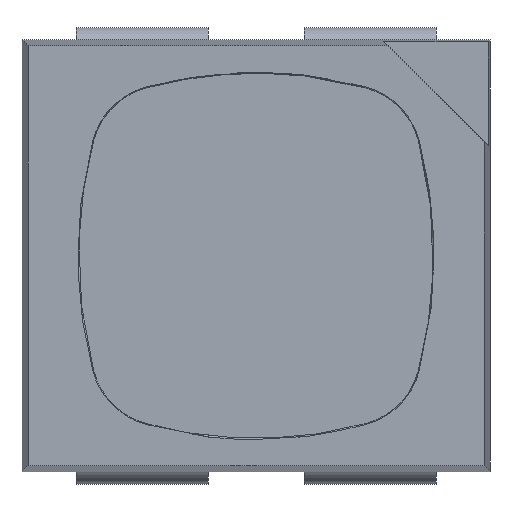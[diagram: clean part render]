
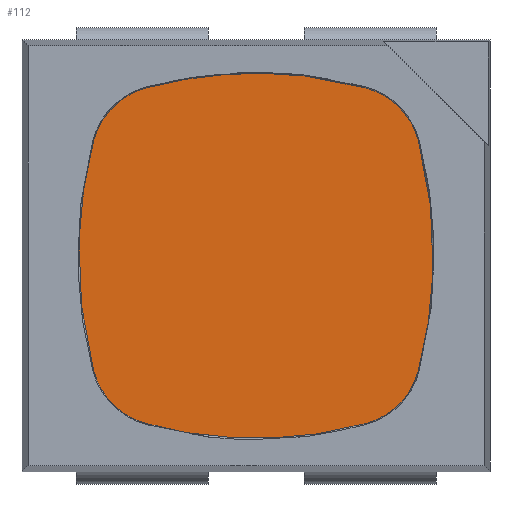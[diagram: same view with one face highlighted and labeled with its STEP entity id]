
A CAD part, top view. The second image highlights one B-rep face of the part: STEP entity #112.
In plain terms, the highlighted planar face has unit normal (0, 0, 1).
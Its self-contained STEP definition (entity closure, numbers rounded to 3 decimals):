
#112=ADVANCED_FACE('',(#269),#270,.T.);
#269=FACE_OUTER_BOUND('',#519,.T.);
#270=PLANE('',#520);
#519=EDGE_LOOP('',(#1459,#1460,#1461,#1462,#1463,#1464,#1465,#1466,#1467,#1468,#1469,#1470));
#520=AXIS2_PLACEMENT_3D('',#1471,#1472,#1473);
#1459=ORIENTED_EDGE('',*,*,#2182,.F.);
#1460=ORIENTED_EDGE('',*,*,#2183,.F.);
#1461=ORIENTED_EDGE('',*,*,#2184,.F.);
#1462=ORIENTED_EDGE('',*,*,#2185,.F.);
#1463=ORIENTED_EDGE('',*,*,#2186,.F.);
#1464=ORIENTED_EDGE('',*,*,#2187,.F.);
#1465=ORIENTED_EDGE('',*,*,#2188,.F.);
#1466=ORIENTED_EDGE('',*,*,#2189,.F.);
#1467=ORIENTED_EDGE('',*,*,#2190,.F.);
#1468=ORIENTED_EDGE('',*,*,#2191,.F.);
#1469=ORIENTED_EDGE('',*,*,#2192,.F.);
#1470=ORIENTED_EDGE('',*,*,#2181,.F.);
#1471=CARTESIAN_POINT('',(0.0,0.0,-0.01));
#1472=DIRECTION('',(0.0,0.0,1.0));
#1473=DIRECTION('',(-1.0,0.0,0.0));
#2181=EDGE_CURVE('',#2748,#2746,#2750,.T.);
#2182=EDGE_CURVE('',#2751,#2748,#2752,.T.);
#2183=EDGE_CURVE('',#2753,#2751,#2754,.T.);
#2184=EDGE_CURVE('',#2755,#2753,#2756,.T.);
#2185=EDGE_CURVE('',#2757,#2755,#2758,.T.);
#2186=EDGE_CURVE('',#2759,#2757,#2760,.T.);
#2187=EDGE_CURVE('',#2761,#2759,#2762,.T.);
#2188=EDGE_CURVE('',#2763,#2761,#2764,.T.);
#2189=EDGE_CURVE('',#2765,#2763,#2766,.T.);
#2190=EDGE_CURVE('',#2767,#2765,#2768,.T.);
#2191=EDGE_CURVE('',#2769,#2767,#2770,.T.);
#2192=EDGE_CURVE('',#2746,#2769,#2771,.T.);
#2746=VERTEX_POINT('',#3491);
#2748=VERTEX_POINT('',#3494);
#2750=B_SPLINE_CURVE_WITH_KNOTS('',3,(#3497,#3498,#3499,#3500,#3501,#3502,#3503,#3504),.UNSPECIFIED.,.F.,.F.,(4,1,1,1,1,4),(0.0,0.2,0.4,0.6,0.8,1.0),.UNSPECIFIED.);
#2751=VERTEX_POINT('',#3505);
#2752=B_SPLINE_CURVE_WITH_KNOTS('',3,(#3506,#3507,#3508,#3509,#3510,#3511,#3512,#3513,#3514),.UNSPECIFIED.,.F.,.F.,(4,1,1,1,1,1,4),(0.0,0.167,0.333,0.5,0.667,0.833,1.0),.UNSPECIFIED.);
#2753=VERTEX_POINT('',#3515);
#2754=B_SPLINE_CURVE_WITH_KNOTS('',3,(#3516,#3517,#3518,#3519,#3520,#3521),.UNSPECIFIED.,.F.,.F.,(4,1,1,4),(0.0,0.333,0.667,1.0),.UNSPECIFIED.);
#2755=VERTEX_POINT('',#3522);
#2756=CIRCLE('',#3523,1.847);
#2757=VERTEX_POINT('',#3524);
#2758=B_SPLINE_CURVE_WITH_KNOTS('',3,(#3525,#3526,#3527,#3528,#3529,#3530),.UNSPECIFIED.,.F.,.F.,(4,1,1,4),(0.0,0.333,0.667,1.0),.UNSPECIFIED.);
#2759=VERTEX_POINT('',#3531);
#2760=B_SPLINE_CURVE_WITH_KNOTS('',3,(#3532,#3533,#3534,#3535,#3536,#3537,#3538,#3539,#3540),.UNSPECIFIED.,.F.,.F.,(4,1,1,1,1,1,4),(0.0,0.167,0.333,0.5,0.667,0.833,1.0),.UNSPECIFIED.);
#2761=VERTEX_POINT('',#3541);
#2762=B_SPLINE_CURVE_WITH_KNOTS('',3,(#3542,#3543,#3544,#3545,#3546,#3547,#3548,#3549),.UNSPECIFIED.,.F.,.F.,(4,1,1,1,1,4),(0.0,0.2,0.4,0.6,0.8,1.0),.UNSPECIFIED.);
#2763=VERTEX_POINT('',#3550);
#2764=B_SPLINE_CURVE_WITH_KNOTS('',3,(#3551,#3552,#3553,#3554,#3555,#3556,#3557,#3558,#3559),.UNSPECIFIED.,.F.,.F.,(4,1,1,1,1,1,4),(0.0,0.167,0.333,0.5,0.667,0.833,1.0),.UNSPECIFIED.);
#2765=VERTEX_POINT('',#3560);
#2766=B_SPLINE_CURVE_WITH_KNOTS('',3,(#3561,#3562,#3563,#3564,#3565,#3566),.UNSPECIFIED.,.F.,.F.,(4,1,1,4),(0.0,0.333,0.667,1.0),.UNSPECIFIED.);
#2767=VERTEX_POINT('',#3567);
#2768=CIRCLE('',#3568,1.841);
#2769=VERTEX_POINT('',#3569);
#2770=B_SPLINE_CURVE_WITH_KNOTS('',3,(#3570,#3571,#3572,#3573,#3574,#3575),.UNSPECIFIED.,.F.,.F.,(4,1,1,4),(0.0,0.333,0.667,1.0),.UNSPECIFIED.);
#2771=B_SPLINE_CURVE_WITH_KNOTS('',3,(#3576,#3577,#3578,#3579,#3580,#3581,#3582,#3583,#3584),.UNSPECIFIED.,.F.,.F.,(4,1,1,1,1,1,4),(0.0,0.167,0.333,0.5,0.667,0.833,1.0),.UNSPECIFIED.);
#3491=CARTESIAN_POINT('',(-0.676,0.479,-0.01));
#3494=CARTESIAN_POINT('',(-0.676,-0.479,-0.01));
#3497=CARTESIAN_POINT('',(-0.676,-0.479,-0.01));
#3498=CARTESIAN_POINT('',(-0.693,-0.416,-0.01));
#3499=CARTESIAN_POINT('',(-0.719,-0.29,-0.01));
#3500=CARTESIAN_POINT('',(-0.74,-0.097,-0.01));
#3501=CARTESIAN_POINT('',(-0.74,0.097,-0.01));
#3502=CARTESIAN_POINT('',(-0.719,0.29,-0.01));
#3503=CARTESIAN_POINT('',(-0.693,0.416,-0.01));
#3504=CARTESIAN_POINT('',(-0.676,0.479,-0.01));
#3505=CARTESIAN_POINT('',(-0.459,-0.699,-0.01));
#3506=CARTESIAN_POINT('',(-0.459,-0.699,-0.01));
#3507=CARTESIAN_POINT('',(-0.477,-0.694,-0.01));
#3508=CARTESIAN_POINT('',(-0.51,-0.681,-0.01));
#3509=CARTESIAN_POINT('',(-0.557,-0.654,-0.01));
#3510=CARTESIAN_POINT('',(-0.598,-0.619,-0.01));
#3511=CARTESIAN_POINT('',(-0.633,-0.577,-0.01));
#3512=CARTESIAN_POINT('',(-0.66,-0.53,-0.01));
#3513=CARTESIAN_POINT('',(-0.672,-0.497,-0.01));
#3514=CARTESIAN_POINT('',(-0.676,-0.479,-0.01));
#3515=CARTESIAN_POINT('',(-0.288,-0.737,-0.01));
#3516=CARTESIAN_POINT('',(-0.288,-0.737,-0.01));
#3517=CARTESIAN_POINT('',(-0.309,-0.734,-0.01));
#3518=CARTESIAN_POINT('',(-0.348,-0.726,-0.01));
#3519=CARTESIAN_POINT('',(-0.405,-0.713,-0.01));
#3520=CARTESIAN_POINT('',(-0.441,-0.703,-0.01));
#3521=CARTESIAN_POINT('',(-0.459,-0.699,-0.01));
#3522=CARTESIAN_POINT('',(0.256,-0.742,-0.01));
#3523=AXIS2_PLACEMENT_3D('',#4021,#4022,#4023);
#3524=CARTESIAN_POINT('',(0.459,-0.699,-0.01));
#3525=CARTESIAN_POINT('',(0.459,-0.699,-0.01));
#3526=CARTESIAN_POINT('',(0.435,-0.705,-0.01));
#3527=CARTESIAN_POINT('',(0.388,-0.717,-0.01));
#3528=CARTESIAN_POINT('',(0.321,-0.731,-0.01));
#3529=CARTESIAN_POINT('',(0.278,-0.739,-0.01));
#3530=CARTESIAN_POINT('',(0.256,-0.742,-0.01));
#3531=CARTESIAN_POINT('',(0.676,-0.479,-0.01));
#3532=CARTESIAN_POINT('',(0.676,-0.479,-0.01));
#3533=CARTESIAN_POINT('',(0.672,-0.497,-0.01));
#3534=CARTESIAN_POINT('',(0.66,-0.53,-0.01));
#3535=CARTESIAN_POINT('',(0.633,-0.577,-0.01));
#3536=CARTESIAN_POINT('',(0.598,-0.619,-0.01));
#3537=CARTESIAN_POINT('',(0.557,-0.654,-0.01));
#3538=CARTESIAN_POINT('',(0.51,-0.681,-0.01));
#3539=CARTESIAN_POINT('',(0.477,-0.694,-0.01));
#3540=CARTESIAN_POINT('',(0.459,-0.699,-0.01));
#3541=CARTESIAN_POINT('',(0.676,0.479,-0.01));
#3542=CARTESIAN_POINT('',(0.676,0.479,-0.01));
#3543=CARTESIAN_POINT('',(0.693,0.416,-0.01));
#3544=CARTESIAN_POINT('',(0.719,0.29,-0.01));
#3545=CARTESIAN_POINT('',(0.74,0.097,-0.01));
#3546=CARTESIAN_POINT('',(0.74,-0.097,-0.01));
#3547=CARTESIAN_POINT('',(0.719,-0.29,-0.01));
#3548=CARTESIAN_POINT('',(0.693,-0.416,-0.01));
#3549=CARTESIAN_POINT('',(0.676,-0.479,-0.01));
#3550=CARTESIAN_POINT('',(0.459,0.699,-0.01));
#3551=CARTESIAN_POINT('',(0.459,0.699,-0.01));
#3552=CARTESIAN_POINT('',(0.477,0.694,-0.01));
#3553=CARTESIAN_POINT('',(0.51,0.681,-0.01));
#3554=CARTESIAN_POINT('',(0.557,0.654,-0.01));
#3555=CARTESIAN_POINT('',(0.598,0.619,-0.01));
#3556=CARTESIAN_POINT('',(0.633,0.577,-0.01));
#3557=CARTESIAN_POINT('',(0.66,0.53,-0.01));
#3558=CARTESIAN_POINT('',(0.672,0.497,-0.01));
#3559=CARTESIAN_POINT('',(0.676,0.479,-0.01));
#3560=CARTESIAN_POINT('',(0.202,0.749,-0.01));
#3561=CARTESIAN_POINT('',(0.202,0.749,-0.01));
#3562=CARTESIAN_POINT('',(0.23,0.746,-0.01));
#3563=CARTESIAN_POINT('',(0.287,0.737,-0.01));
#3564=CARTESIAN_POINT('',(0.374,0.72,-0.01));
#3565=CARTESIAN_POINT('',(0.431,0.706,-0.01));
#3566=CARTESIAN_POINT('',(0.459,0.699,-0.01));
#3567=CARTESIAN_POINT('',(-0.126,0.756,-0.01));
#3568=AXIS2_PLACEMENT_3D('',#4024,#4025,#4026);
#3569=CARTESIAN_POINT('',(-0.459,0.699,-0.01));
#3570=CARTESIAN_POINT('',(-0.459,0.699,-0.01));
#3571=CARTESIAN_POINT('',(-0.427,0.707,-0.01));
#3572=CARTESIAN_POINT('',(-0.359,0.723,-0.01));
#3573=CARTESIAN_POINT('',(-0.246,0.744,-0.01));
#3574=CARTESIAN_POINT('',(-0.167,0.753,-0.01));
#3575=CARTESIAN_POINT('',(-0.126,0.756,-0.01));
#3576=CARTESIAN_POINT('',(-0.676,0.479,-0.01));
#3577=CARTESIAN_POINT('',(-0.672,0.497,-0.01));
#3578=CARTESIAN_POINT('',(-0.66,0.53,-0.01));
#3579=CARTESIAN_POINT('',(-0.633,0.577,-0.01));
#3580=CARTESIAN_POINT('',(-0.598,0.619,-0.01));
#3581=CARTESIAN_POINT('',(-0.557,0.654,-0.01));
#3582=CARTESIAN_POINT('',(-0.51,0.681,-0.01));
#3583=CARTESIAN_POINT('',(-0.477,0.694,-0.01));
#3584=CARTESIAN_POINT('',(-0.459,0.699,-0.01));
#4021=CARTESIAN_POINT('',(0.,1.087,-0.01));
#4022=DIRECTION('',(0.0,0.0,-1.0));
#4023=DIRECTION('',(0.139,-0.99,0.0));
#4024=CARTESIAN_POINT('',(0.,-1.081,-0.01));
#4025=DIRECTION('',(0.0,0.0,-1.0));
#4026=DIRECTION('',(-0.069,0.998,0.0));
